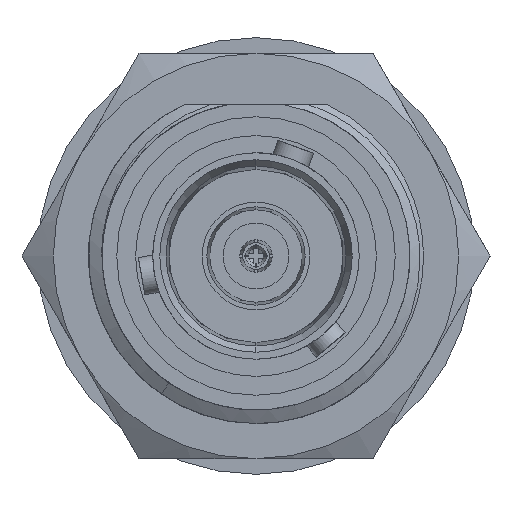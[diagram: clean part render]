
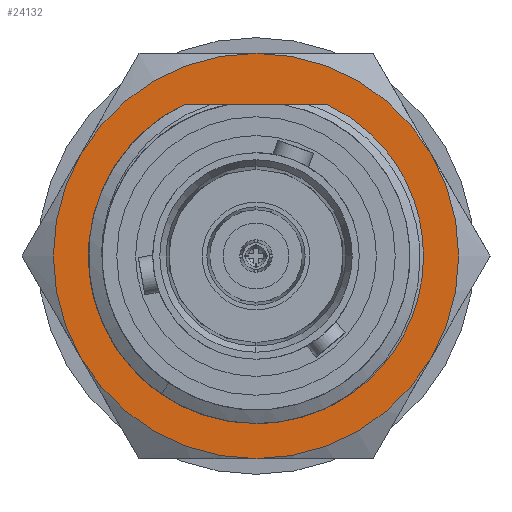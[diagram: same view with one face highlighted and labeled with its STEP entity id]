
A CAD part, left-side view. The second image highlights one B-rep face of the part: STEP entity #24132.
In plain terms, the highlighted face is planar.
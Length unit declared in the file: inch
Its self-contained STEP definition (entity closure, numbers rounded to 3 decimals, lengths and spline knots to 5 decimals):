
#124 = EDGE_CURVE ( 'NONE', #26525, #16080, #21846, .T. ) ;
#325 = CARTESIAN_POINT ( 'NONE',  ( 0.04921, -0.10466, -0.2597 ) ) ;
#362 = CARTESIAN_POINT ( 'NONE',  ( 0.04921, 0.04025, -0.2779 ) ) ;
#457 = CARTESIAN_POINT ( 'NONE',  ( 0.04921, 0., 0. ) ) ;
#575 = EDGE_LOOP ( 'NONE', ( #26924, #19287, #19097, #15431, #25395, #28271 ) ) ;
#787 = CARTESIAN_POINT ( 'NONE',  ( 0.04921, -0.03339, -0.2782 ) ) ;
#1084 = AXIS2_PLACEMENT_3D ( 'NONE', #457, #7093, #11276 ) ;
#2769 = EDGE_CURVE ( 'NONE', #5681, #21230, #24615, .T. ) ;
#3699 = CARTESIAN_POINT ( 'NONE',  ( 0.04921, 0.13933, -0.24287 ) ) ;
#3806 = CARTESIAN_POINT ( 'NONE',  ( 0.04921, 0.32476, 0.1875 ) ) ;
#4015 = DIRECTION ( 'NONE',  ( 0., 0., 1. ) ) ;
#4199 = ORIENTED_EDGE ( 'NONE', *, *, #124, .T. ) ;
#4645 = VERTEX_POINT ( 'NONE', #22381 ) ;
#5105 = CARTESIAN_POINT ( 'NONE',  ( 0.04921, 0.13933, -0.24287 ) ) ;
#5681 = VERTEX_POINT ( 'NONE', #5948 ) ;
#5742 = CARTESIAN_POINT ( 'NONE',  ( 0.04921, 0., 0. ) ) ;
#5948 = CARTESIAN_POINT ( 'NONE',  ( 0.04921, -0.32476, 0.1875 ) ) ;
#6060 = CARTESIAN_POINT ( 'NONE',  ( 0.04921, 0., 0.375 ) ) ;
#6206 = AXIS2_PLACEMENT_3D ( 'NONE', #6349, #6610, #17069 ) ;
#6349 = CARTESIAN_POINT ( 'NONE',  ( 0.04921, 0., 0. ) ) ;
#6358 = EDGE_CURVE ( 'NONE', #21230, #17762, #25552, .T. ) ;
#6475 = PLANE ( 'NONE',  #6206 ) ;
#6610 = DIRECTION ( 'NONE',  ( 1., 0., 0. ) ) ;
#6703 = CARTESIAN_POINT ( 'NONE',  ( 0.04921, 0.06091, -0.27411 ) ) ;
#6847 = CARTESIAN_POINT ( 'NONE',  ( 0.04921, 0., -0.375 ) ) ;
#7093 = DIRECTION ( 'NONE',  ( -1., 0., 0. ) ) ;
#7412 = CARTESIAN_POINT ( 'NONE',  ( 0.04921, -0.06442, -0.27329 ) ) ;
#7438 = EDGE_CURVE ( 'NONE', #17762, #22614, #21931, .T. ) ;
#7913 = DIRECTION ( 'NONE',  ( 0., 0., 1. ) ) ;
#8040 = AXIS2_PLACEMENT_3D ( 'NONE', #12535, #23412, #23969 ) ;
#8121 = DIRECTION ( 'NONE',  ( 0., 0., 1. ) ) ;
#8870 = AXIS2_PLACEMENT_3D ( 'NONE', #12250, #18945, #7913 ) ;
#9150 = CARTESIAN_POINT ( 'NONE',  ( 0.04921, 0.00856, -0.28007 ) ) ;
#9363 = CIRCLE ( 'NONE', #1084, 0.375 ) ;
#9365 = VERTEX_POINT ( 'NONE', #6847 ) ;
#9552 = EDGE_CURVE ( 'NONE', #16080, #26525, #15950, .T. ) ;
#9576 = CARTESIAN_POINT ( 'NONE',  ( 0.04921, -0.10466, -0.2597 ) ) ;
#9734 = AXIS2_PLACEMENT_3D ( 'NONE', #23674, #28322, #4015 ) ;
#9973 = EDGE_CURVE ( 'NONE', #22614, #9365, #23156, .T. ) ;
#11276 = DIRECTION ( 'NONE',  ( 0., 0., 1. ) ) ;
#12018 = DIRECTION ( 'NONE',  ( -1., 0., 0. ) ) ;
#12250 = CARTESIAN_POINT ( 'NONE',  ( 0.04921, 0., 0. ) ) ;
#12362 = ORIENTED_EDGE ( 'NONE', *, *, #9552, .T. ) ;
#12535 = CARTESIAN_POINT ( 'NONE',  ( 0.04921, 0., 0. ) ) ;
#12619 = AXIS2_PLACEMENT_3D ( 'NONE', #21942, #26390, #22078 ) ;
#14335 = CARTESIAN_POINT ( 'NONE',  ( 0.04921, 0., 0. ) ) ;
#15422 = AXIS2_PLACEMENT_3D ( 'NONE', #5742, #23246, #18936 ) ;
#15431 = ORIENTED_EDGE ( 'NONE', *, *, #6358, .F. ) ;
#15950 = B_SPLINE_CURVE_WITH_KNOTS ( 'NONE', 3,
 ( #5105, #22333, #20193, #6703, #362, #9150, #27240, #25634, #787, #7412, #16538, #9576 ),
 .UNSPECIFIED., .F., .F.,
 ( 4, 2, 2, 2, 2, 4 ),
 ( 0., 0.00162, 0.00323, 0.00404, 0.00485, 0.00647 ),
 .UNSPECIFIED. ) ;
#16080 = VERTEX_POINT ( 'NONE', #3699 ) ;
#16538 = CARTESIAN_POINT ( 'NONE',  ( 0.04921, -0.08498, -0.26764 ) ) ;
#17069 = DIRECTION ( 'NONE',  ( 0., 0., -1. ) ) ;
#17356 = FACE_BOUND ( 'NONE', #21371, .T. ) ;
#17762 = VERTEX_POINT ( 'NONE', #3806 ) ;
#18682 = CIRCLE ( 'NONE', #8040, 0.375 ) ;
#18936 = DIRECTION ( 'NONE',  ( 0., 0., 1. ) ) ;
#18945 = DIRECTION ( 'NONE',  ( -1., 0., 0. ) ) ;
#19097 = ORIENTED_EDGE ( 'NONE', *, *, #7438, .F. ) ;
#19287 = ORIENTED_EDGE ( 'NONE', *, *, #9973, .F. ) ;
#19933 = EDGE_CURVE ( 'NONE', #4645, #5681, #9363, .T. ) ;
#20193 = CARTESIAN_POINT ( 'NONE',  ( 0.04921, 0.1013, -0.26189 ) ) ;
#21230 = VERTEX_POINT ( 'NONE', #6060 ) ;
#21371 = EDGE_LOOP ( 'NONE', ( #12362, #4199 ) ) ;
#21419 = EDGE_CURVE ( 'NONE', #9365, #4645, #18682, .T. ) ;
#21846 = CIRCLE ( 'NONE', #8870, 0.28 ) ;
#21931 = CIRCLE ( 'NONE', #15422, 0.375 ) ;
#21942 = CARTESIAN_POINT ( 'NONE',  ( 0.04921, 0., 0. ) ) ;
#22078 = DIRECTION ( 'NONE',  ( 0., 0., 1. ) ) ;
#22333 = CARTESIAN_POINT ( 'NONE',  ( 0.04921, 0.12092, -0.25343 ) ) ;
#22381 = CARTESIAN_POINT ( 'NONE',  ( 0.04921, -0.32476, -0.1875 ) ) ;
#22614 = VERTEX_POINT ( 'NONE', #24887 ) ;
#23156 = CIRCLE ( 'NONE', #9734, 0.375 ) ;
#23246 = DIRECTION ( 'NONE',  ( -1., 0., 0. ) ) ;
#23412 = DIRECTION ( 'NONE',  ( -1., 0., 0. ) ) ;
#23674 = CARTESIAN_POINT ( 'NONE',  ( 0.04921, 0., 0. ) ) ;
#23969 = DIRECTION ( 'NONE',  ( 0., 0., 1. ) ) ;
#24132 = ADVANCED_FACE ( 'NONE', ( #17356, #26163 ), #6475, .T. ) ;
#24615 = CIRCLE ( 'NONE', #28354, 0.375 ) ;
#24887 = CARTESIAN_POINT ( 'NONE',  ( 0.04921, 0.32476, -0.1875 ) ) ;
#25395 = ORIENTED_EDGE ( 'NONE', *, *, #2769, .F. ) ;
#25552 = CIRCLE ( 'NONE', #12619, 0.375 ) ;
#25634 = CARTESIAN_POINT ( 'NONE',  ( 0.04921, -0.02298, -0.27925 ) ) ;
#26163 = FACE_OUTER_BOUND ( 'NONE', #575, .T. ) ;
#26390 = DIRECTION ( 'NONE',  ( -1., 0., 0. ) ) ;
#26525 = VERTEX_POINT ( 'NONE', #325 ) ;
#26924 = ORIENTED_EDGE ( 'NONE', *, *, #21419, .F. ) ;
#27240 = CARTESIAN_POINT ( 'NONE',  ( 0.04921, -0.00203, -0.28019 ) ) ;
#28271 = ORIENTED_EDGE ( 'NONE', *, *, #19933, .F. ) ;
#28322 = DIRECTION ( 'NONE',  ( -1., 0., 0. ) ) ;
#28354 = AXIS2_PLACEMENT_3D ( 'NONE', #14335, #12018, #8121 ) ;
